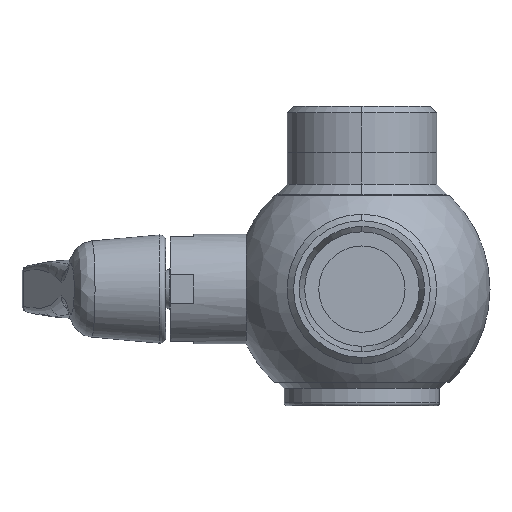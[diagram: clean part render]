
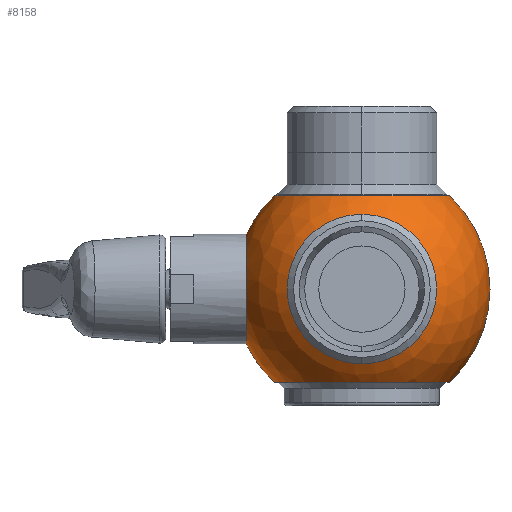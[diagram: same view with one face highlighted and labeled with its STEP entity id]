
A CAD part, left-side view. The second image highlights one B-rep face of the part: STEP entity #8158.
In plain terms, the highlighted spherical face has radius 44.5 mm.
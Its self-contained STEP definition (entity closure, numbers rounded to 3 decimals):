
#184 = AXIS2_PLACEMENT_3D ( 'NONE', #3690, #3672, #3667 ) ;
#210 = EDGE_LOOP ( 'NONE', ( #9332, #1370, #3361, #10193, #7141, #6590 ) ) ;
#285 = AXIS2_PLACEMENT_3D ( 'NONE', #3799, #3784, #3766 ) ;
#439 = ORIENTED_EDGE ( 'NONE', *, *, #8088, .T. ) ;
#655 = CIRCLE ( 'NONE', #6393, 19. ) ;
#991 = VERTEX_POINT ( 'NONE', #11044 ) ;
#1275 = VERTEX_POINT ( 'NONE', #11815 ) ;
#1370 = ORIENTED_EDGE ( 'NONE', *, *, #7928, .T. ) ;
#1415 = VERTEX_POINT ( 'NONE', #10970 ) ;
#1593 = VERTEX_POINT ( 'NONE', #9478 ) ;
#1656 = EDGE_CURVE ( 'NONE', #8375, #1415, #655, .T. ) ;
#2462 = DIRECTION ( 'NONE',  ( 0., 0., -1. ) ) ;
#2476 = DIRECTION ( 'NONE',  ( 1., 0., 0. ) ) ;
#2481 = CARTESIAN_POINT ( 'NONE',  ( 0., 0., 0. ) ) ;
#3361 = ORIENTED_EDGE ( 'NONE', *, *, #5638, .T. ) ;
#3420 = CIRCLE ( 'NONE', #6937, 30.504 ) ;
#3463 = CIRCLE ( 'NONE', #5198, 44.5 ) ;
#3667 = DIRECTION ( 'NONE',  ( 0., 0., -1. ) ) ;
#3672 = DIRECTION ( 'NONE',  ( 1., 0., 0. ) ) ;
#3690 = CARTESIAN_POINT ( 'NONE',  ( -38.5, 0., 0. ) ) ;
#3766 = DIRECTION ( 'NONE',  ( 1., 0., 0. ) ) ;
#3784 = DIRECTION ( 'NONE',  ( 0., 0., 1. ) ) ;
#3799 = CARTESIAN_POINT ( 'NONE',  ( 0., 0., -32.4 ) ) ;
#3907 = DIRECTION ( 'NONE',  ( 0., 1., 0. ) ) ;
#4129 = CARTESIAN_POINT ( 'NONE',  ( 0., 0., 0. ) ) ;
#4174 = DIRECTION ( 'NONE',  ( -1., 0., 0. ) ) ;
#4422 = DIRECTION ( 'NONE',  ( 0., 0., -1. ) ) ;
#4439 = DIRECTION ( 'NONE',  ( 1., 0., 0. ) ) ;
#4452 = CARTESIAN_POINT ( 'NONE',  ( -38.5, 0., 0. ) ) ;
#4744 = VERTEX_POINT ( 'NONE', #6597 ) ;
#5195 = DIRECTION ( 'NONE',  ( 0., 0., -1. ) ) ;
#5198 = AXIS2_PLACEMENT_3D ( 'NONE', #5224, #5220, #5195 ) ;
#5220 = DIRECTION ( 'NONE',  ( 1., 0., 0. ) ) ;
#5224 = CARTESIAN_POINT ( 'NONE',  ( 0., 0., 0. ) ) ;
#5638 = EDGE_CURVE ( 'NONE', #1275, #1593, #3420, .T. ) ;
#6371 = SPHERICAL_SURFACE ( 'NONE', #11964, 44.5 ) ;
#6393 = AXIS2_PLACEMENT_3D ( 'NONE', #8332, #8315, #8303 ) ;
#6546 = FACE_OUTER_BOUND ( 'NONE', #210, .T. ) ;
#6565 = FACE_BOUND ( 'NONE', #12904, .T. ) ;
#6590 = ORIENTED_EDGE ( 'NONE', *, *, #9539, .F. ) ;
#6597 = CARTESIAN_POINT ( 'NONE',  ( -38.5, 0., -22.316 ) ) ;
#6937 = AXIS2_PLACEMENT_3D ( 'NONE', #12161, #12146, #12118 ) ;
#7068 = CIRCLE ( 'NONE', #285, 30.504 ) ;
#7141 = ORIENTED_EDGE ( 'NONE', *, *, #1656, .T. ) ;
#7281 = EDGE_CURVE ( 'NONE', #11558, #991, #7068, .T. ) ;
#7329 = EDGE_CURVE ( 'NONE', #4744, #11404, #10434, .T. ) ;
#7548 = EDGE_CURVE ( 'NONE', #8375, #1593, #9620, .T. ) ;
#7656 = ORIENTED_EDGE ( 'NONE', *, *, #7329, .T. ) ;
#7928 = EDGE_CURVE ( 'NONE', #991, #1275, #7995, .T. ) ;
#7995 = CIRCLE ( 'NONE', #13069, 44.5 ) ;
#8088 = EDGE_CURVE ( 'NONE', #11404, #4744, #8810, .T. ) ;
#8158 = ADVANCED_FACE ( 'NONE', ( #6565, #6546 ), #6371, .T. ) ;
#8303 = DIRECTION ( 'NONE',  ( -1., 0., 0. ) ) ;
#8315 = DIRECTION ( 'NONE',  ( 0., -1., 0. ) ) ;
#8332 = CARTESIAN_POINT ( 'NONE',  ( 0., 40.24, 0. ) ) ;
#8375 = VERTEX_POINT ( 'NONE', #13042 ) ;
#8810 = CIRCLE ( 'NONE', #12519, 22.316 ) ;
#9332 = ORIENTED_EDGE ( 'NONE', *, *, #7281, .T. ) ;
#9473 = DIRECTION ( 'NONE',  ( 0., 0., 1. ) ) ;
#9478 = CARTESIAN_POINT ( 'NONE',  ( 0., 30.504, 32.4 ) ) ;
#9502 = DIRECTION ( 'NONE',  ( -1., 0., 0. ) ) ;
#9521 = CARTESIAN_POINT ( 'NONE',  ( 0., 0., 0. ) ) ;
#9539 = EDGE_CURVE ( 'NONE', #11558, #1415, #3463, .T. ) ;
#9620 = CIRCLE ( 'NONE', #14156, 44.5 ) ;
#10193 = ORIENTED_EDGE ( 'NONE', *, *, #7548, .F. ) ;
#10434 = CIRCLE ( 'NONE', #184, 22.316 ) ;
#10970 = CARTESIAN_POINT ( 'NONE',  ( 0., 40.24, -19. ) ) ;
#11044 = CARTESIAN_POINT ( 'NONE',  ( 0., -30.504, -32.4 ) ) ;
#11404 = VERTEX_POINT ( 'NONE', #12415 ) ;
#11558 = VERTEX_POINT ( 'NONE', #11563 ) ;
#11563 = CARTESIAN_POINT ( 'NONE',  ( 0., 30.504, -32.4 ) ) ;
#11815 = CARTESIAN_POINT ( 'NONE',  ( 0., -30.504, 32.4 ) ) ;
#11964 = AXIS2_PLACEMENT_3D ( 'NONE', #4129, #4174, #3907 ) ;
#12118 = DIRECTION ( 'NONE',  ( -1., 0., 0. ) ) ;
#12146 = DIRECTION ( 'NONE',  ( 0., 0., -1. ) ) ;
#12161 = CARTESIAN_POINT ( 'NONE',  ( 0., 0., 32.4 ) ) ;
#12415 = CARTESIAN_POINT ( 'NONE',  ( -38.5, 0., 22.316 ) ) ;
#12519 = AXIS2_PLACEMENT_3D ( 'NONE', #4452, #4439, #4422 ) ;
#12904 = EDGE_LOOP ( 'NONE', ( #7656, #439 ) ) ;
#13042 = CARTESIAN_POINT ( 'NONE',  ( 0., 40.24, 19. ) ) ;
#13069 = AXIS2_PLACEMENT_3D ( 'NONE', #9521, #9502, #9473 ) ;
#14156 = AXIS2_PLACEMENT_3D ( 'NONE', #2481, #2476, #2462 ) ;
